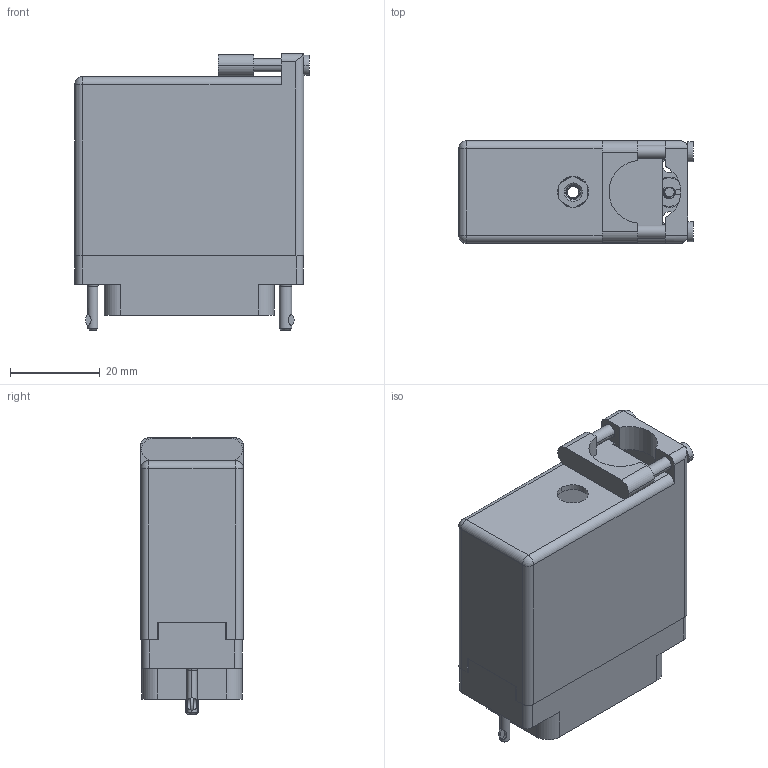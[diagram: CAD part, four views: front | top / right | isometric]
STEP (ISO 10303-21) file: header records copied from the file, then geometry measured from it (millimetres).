
FILE_DESCRIPTION (( 'STEP AP203' ), '1' );
FILE_NAME ('516-038-000-362.STEP', '2020-03-09T18:36:01', ( '' ), ( '' ), 'SwSTEP 2.0', 'SolidWorks 2016', '' );
FILE_SCHEMA (( 'CONFIG_CONTROL_DESIGN' ));
Length unit declared in the file: inch
Products named in the file (7): 516-038-000-362; 516-252-035-100_516-252-035-100; 516-230-001_Metal - 038 Top Entry; 516-222-038-102_039; 516-222-038-102_038; 516 Plug Insulator_038; 516-252-021-102_038
Assembly tree (7 placements, depth 2):
  516-038-000-362
    516 Plug Insulator_038
    516-230-001_Metal - 038 Top Entry
    516-252-021-102_038  x2
    516-222-038-102_038
    516-252-035-100_516-252-035-100
    516-222-038-102_039
Bounding box: 52.27 x 22.83 x 61.44 mm (x, y, z)
Volume: 18301.9 mm3; surface area: 26708.8 mm2
Topology: 7 solids, 7 shells, 1186 faces, 3380 edges, 2228 vertices
Faces by surface type: plane 729, cylinder 363, cone 46, bspline 42, torus 4, sphere 2
Entity records: 45106 total; most frequent: CARTESIAN_POINT 13910, ORIENTED_EDGE 6576, DIRECTION 6162, EDGE_CURVE 3288, LINE 2216, VECTOR 2216, VERTEX_POINT 2168, AXIS2_PLACEMENT_3D 1973
